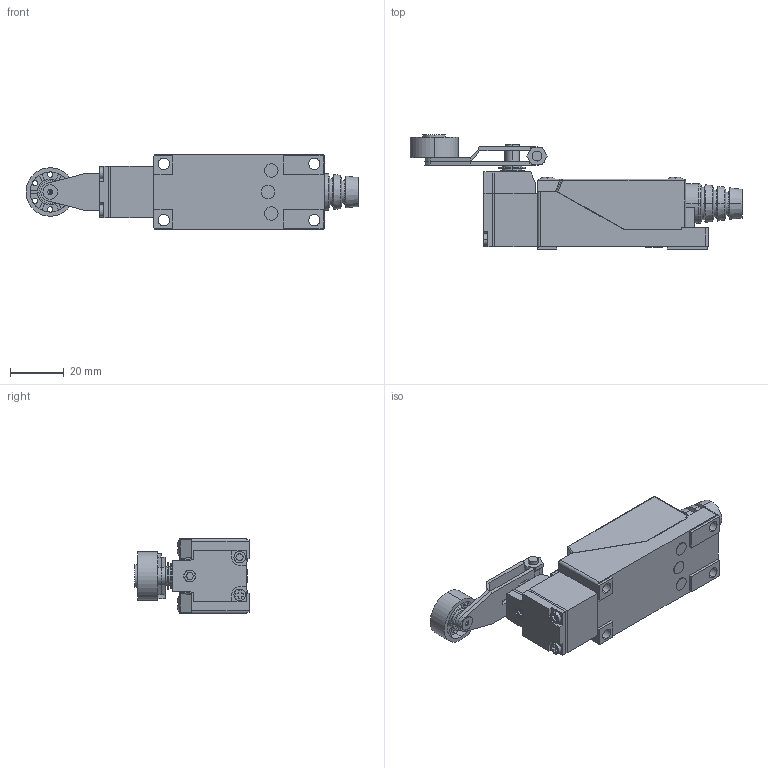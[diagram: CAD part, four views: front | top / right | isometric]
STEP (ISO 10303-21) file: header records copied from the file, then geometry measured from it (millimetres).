
FILE_DESCRIPTION (( 'STEP AP203' ), '1' );
FILE_NAME ('TZ8104.ÃÌ Êîíöåâîé âûêëþ÷àòåëü TZ-8104.STEP', '2024-08-22T13:30:36', ( '' ), ( '' ), 'SwSTEP 2.0', 'SolidWorks 2021', '' );
FILE_SCHEMA (( 'CONFIG_CONTROL_DESIGN' ));
Length unit declared in the file: millimetre
Products named in the file (1): TZ8104.ÃÌ Êîíöåâîé âûêëþ÷àòåëü TZ-8104
Bounding box: 123.5 x 42.64 x 28 mm (x, y, z)
Volume: 53301 mm3; surface area: 23489.7 mm2
Topology: 17 solids, 17 shells, 487 faces, 1241 edges, 793 vertices
Faces by surface type: plane 313, cylinder 139, cone 20, torus 8, sphere 4, bspline 3
Entity records: 14879 total; most frequent: CARTESIAN_POINT 2779, DIRECTION 2561, ORIENTED_EDGE 2474, EDGE_CURVE 1237, AXIS2_PLACEMENT_3D 891, VERTEX_POINT 793, LINE 779, VECTOR 779
